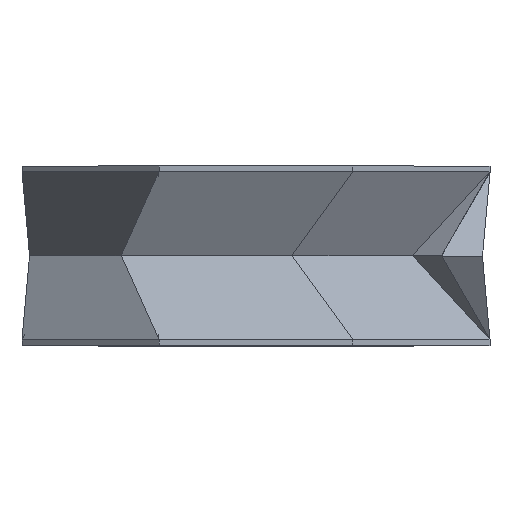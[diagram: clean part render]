
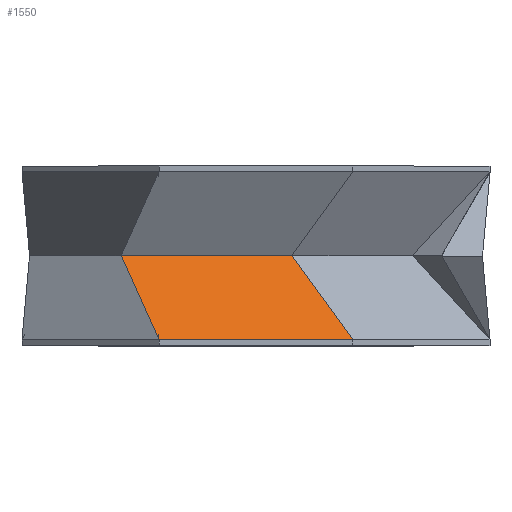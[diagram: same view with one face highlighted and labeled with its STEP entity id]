
A CAD part, top view. The second image highlights one B-rep face of the part: STEP entity #1550.
In plain terms, the highlighted planar face has unit normal (0, 0.5, 0.866).
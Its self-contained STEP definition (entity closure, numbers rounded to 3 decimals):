
#102=FACE_OUTER_BOUND('',#202,.T.);
#202=EDGE_LOOP('',(#1322,#1323,#1324,#1325));
#349=LINE('',#2361,#557);
#381=LINE('',#2427,#589);
#412=LINE('',#2486,#620);
#413=LINE('',#2487,#621);
#557=VECTOR('',#1932,10.);
#589=VECTOR('',#1990,10.);
#620=VECTOR('',#2055,10.);
#621=VECTOR('',#2056,10.);
#695=VERTEX_POINT('',#2316);
#709=VERTEX_POINT('',#2355);
#730=VERTEX_POINT('',#2424);
#731=VERTEX_POINT('',#2426);
#877=EDGE_CURVE('',#709,#695,#349,.T.);
#909=EDGE_CURVE('',#730,#731,#381,.T.);
#940=EDGE_CURVE('',#730,#709,#412,.T.);
#941=EDGE_CURVE('',#695,#731,#413,.T.);
#1322=ORIENTED_EDGE('',*,*,#940,.T.);
#1323=ORIENTED_EDGE('',*,*,#877,.T.);
#1324=ORIENTED_EDGE('',*,*,#941,.T.);
#1325=ORIENTED_EDGE('',*,*,#909,.F.);
#1452=PLANE('',#1671);
#1550=ADVANCED_FACE('',(#102),#1452,.F.);
#1671=AXIS2_PLACEMENT_3D('',#2485,#2053,#2054);
#1932=DIRECTION('',(1.,0.,0.));
#1990=DIRECTION('',(1.,0.,0.));
#2053=DIRECTION('center_axis',(0.,-0.5,-0.866));
#2054=DIRECTION('ref_axis',(-1.,0.,0.));
#2055=DIRECTION('',(0.364,-0.807,0.466));
#2056=DIRECTION('',(-0.533,0.733,-0.423));
#2316=CARTESIAN_POINT('',(13.831,0.,33.392));
#2355=CARTESIAN_POINT('',(-13.831,0.,33.392));
#2361=CARTESIAN_POINT('',(-13.831,0.,33.392));
#2424=CARTESIAN_POINT('',(-19.238,12.,26.464));
#2426=CARTESIAN_POINT('',(5.109,12.,26.464));
#2427=CARTESIAN_POINT('',(-5.196,12.,26.464));
#2485=CARTESIAN_POINT('Origin',(-10.392,6.,29.928));
#2486=CARTESIAN_POINT('',(-17.467,8.068,28.734));
#2487=CARTESIAN_POINT('',(5.252,11.803,26.577));
